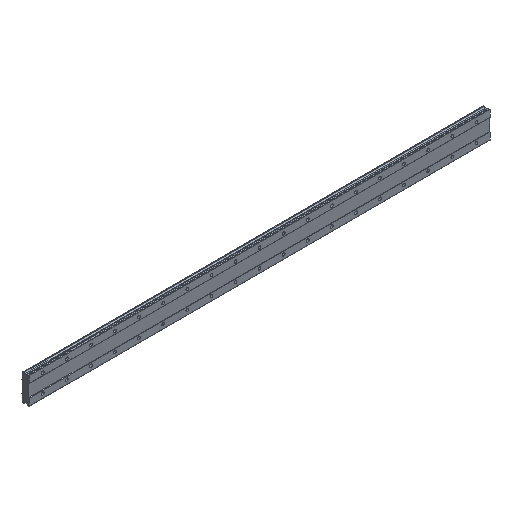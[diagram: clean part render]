
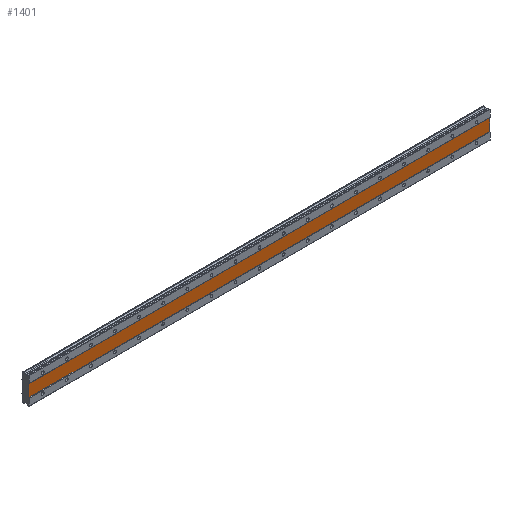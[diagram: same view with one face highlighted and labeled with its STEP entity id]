
A CAD part, isometric view. The second image highlights one B-rep face of the part: STEP entity #1401.
In plain terms, the highlighted planar face has unit normal (0, -1, 0).
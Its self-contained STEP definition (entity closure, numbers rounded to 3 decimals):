
#200 = EDGE_CURVE ( 'NONE', #2538, #6789, #1060, .T. ) ;
#769 = EDGE_CURVE ( 'NONE', #829, #2538, #1780, .T. ) ;
#780 = CARTESIAN_POINT ( 'NONE',  ( -45., 1., -20. ) ) ;
#829 = VERTEX_POINT ( 'NONE', #780 ) ;
#920 = CARTESIAN_POINT ( 'NONE',  ( 1485., 1., 20. ) ) ;
#1060 = LINE ( 'NONE', #1127, #4351 ) ;
#1127 = CARTESIAN_POINT ( 'NONE',  ( 1485., 1., 20. ) ) ;
#1152 = VECTOR ( 'NONE', #3841, 1000. ) ;
#1285 = DIRECTION ( 'NONE',  ( 0., 0., 1. ) ) ;
#1401 = ADVANCED_FACE ( 'NONE', ( #5071 ), #3074, .F. ) ;
#1440 = CARTESIAN_POINT ( 'NONE',  ( 1485., 1., 20. ) ) ;
#1499 = VERTEX_POINT ( 'NONE', #5103 ) ;
#1657 = EDGE_CURVE ( 'NONE', #6789, #1499, #2729, .T. ) ;
#1737 = EDGE_CURVE ( 'NONE', #1499, #829, #3434, .T. ) ;
#1780 = LINE ( 'NONE', #5079, #4244 ) ;
#2047 = VECTOR ( 'NONE', #3914, 1000. ) ;
#2490 = ORIENTED_EDGE ( 'NONE', *, *, #1737, .F. ) ;
#2502 = ORIENTED_EDGE ( 'NONE', *, *, #200, .F. ) ;
#2538 = VERTEX_POINT ( 'NONE', #6224 ) ;
#2729 = LINE ( 'NONE', #920, #1152 ) ;
#2868 = DIRECTION ( 'NONE',  ( 0., 1., 0. ) ) ;
#2972 = DIRECTION ( 'NONE',  ( 0., 0., 1. ) ) ;
#3074 = PLANE ( 'NONE',  #3686 ) ;
#3434 = LINE ( 'NONE', #5533, #2047 ) ;
#3529 = ORIENTED_EDGE ( 'NONE', *, *, #769, .F. ) ;
#3686 = AXIS2_PLACEMENT_3D ( 'NONE', #5671, #2868, #2972 ) ;
#3781 = ORIENTED_EDGE ( 'NONE', *, *, #1657, .F. ) ;
#3841 = DIRECTION ( 'NONE',  ( 0., 0., -1. ) ) ;
#3914 = DIRECTION ( 'NONE',  ( -1., 0., 0. ) ) ;
#4213 = EDGE_LOOP ( 'NONE', ( #2490, #3781, #2502, #3529 ) ) ;
#4244 = VECTOR ( 'NONE', #1285, 1000. ) ;
#4351 = VECTOR ( 'NONE', #5389, 1000. ) ;
#5071 = FACE_OUTER_BOUND ( 'NONE', #4213, .T. ) ;
#5079 = CARTESIAN_POINT ( 'NONE',  ( -45., 1., 20. ) ) ;
#5103 = CARTESIAN_POINT ( 'NONE',  ( 1485., 1., -20. ) ) ;
#5389 = DIRECTION ( 'NONE',  ( 1., 0., 0. ) ) ;
#5533 = CARTESIAN_POINT ( 'NONE',  ( 1485., 1., -20. ) ) ;
#5671 = CARTESIAN_POINT ( 'NONE',  ( 1485., 1., 20. ) ) ;
#6224 = CARTESIAN_POINT ( 'NONE',  ( -45., 1., 20. ) ) ;
#6789 = VERTEX_POINT ( 'NONE', #1440 ) ;
